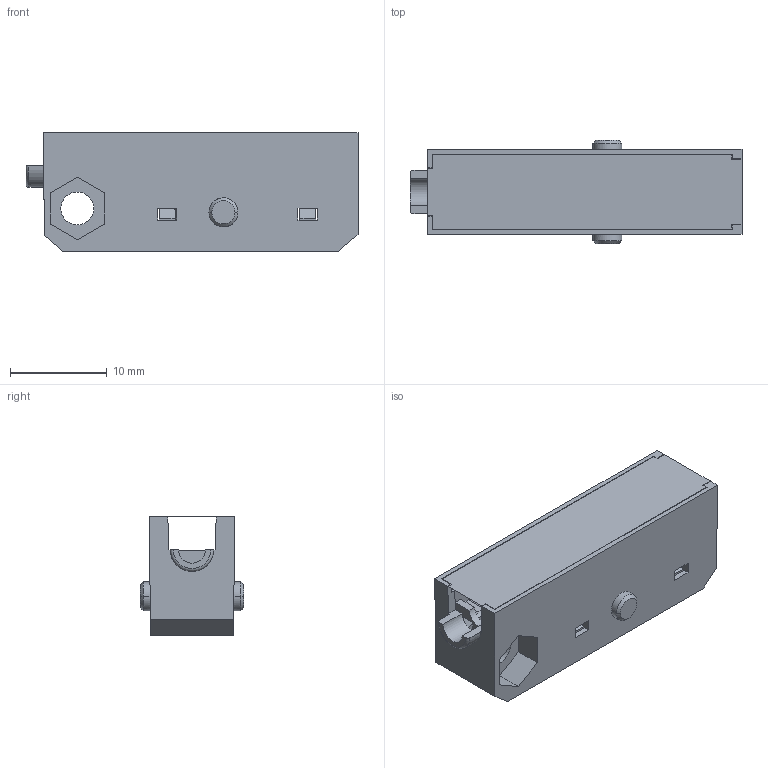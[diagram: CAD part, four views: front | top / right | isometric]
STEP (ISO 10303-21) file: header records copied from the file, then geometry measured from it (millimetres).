
FILE_DESCRIPTION((''),'2;1');
FILE_NAME('20191129-A_160','2020-07-18T',('admin'),(''),'PRO/ENGINEER BY PARAMETRIC TECHNOLOGY CORPORATION, 2008380','PRO/ENGINEER BY PARAMETRIC TECHNOLOGY CORPORATION, 2008380','');
FILE_SCHEMA(('CONFIG_CONTROL_DESIGN'));
Length unit declared in the file: millimetre
Products named in the file (1): 20191129-A_160
Bounding box: 34.3 x 10.7 x 12.2 mm (x, y, z)
Volume: 187 mm3; surface area: 3481 mm2
Topology: 1 solids, 3 shells, 426 faces, 1225 edges, 826 vertices
Faces by surface type: plane 381, cylinder 32, cone 12, torus 1
Entity records: 14052 total; most frequent: CARTESIAN_POINT 2725, ORIENTED_EDGE 2438, DIRECTION 2145, EDGE_CURVE 1225, VECTOR 1085, LINE 1085, VERTEX_POINT 826, AXIS2_PLACEMENT_3D 530
